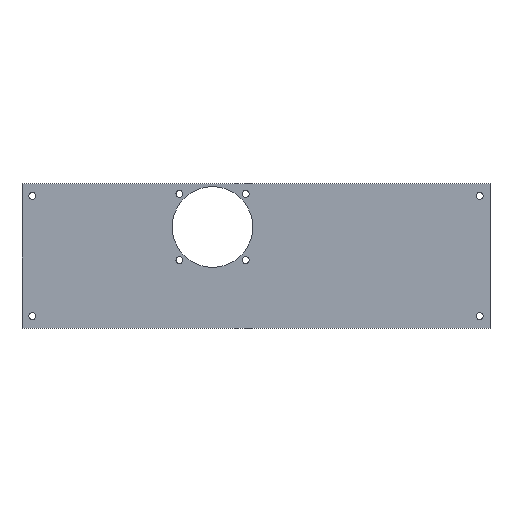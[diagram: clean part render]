
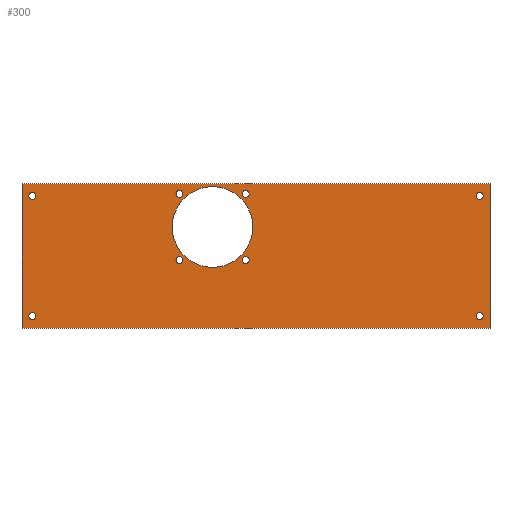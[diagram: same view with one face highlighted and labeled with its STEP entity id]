
A CAD part, top view. The second image highlights one B-rep face of the part: STEP entity #300.
In plain terms, the highlighted planar face has unit normal (0, 0, 1).
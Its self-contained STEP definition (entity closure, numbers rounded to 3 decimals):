
#33=FACE_BOUND('',#86,.T.);
#34=FACE_BOUND('',#87,.T.);
#35=FACE_BOUND('',#88,.T.);
#36=FACE_BOUND('',#89,.T.);
#37=FACE_BOUND('',#90,.T.);
#38=FACE_BOUND('',#91,.T.);
#39=FACE_BOUND('',#92,.T.);
#40=FACE_BOUND('',#93,.T.);
#41=FACE_BOUND('',#94,.T.);
#51=CIRCLE('',#339,1.65);
#52=CIRCLE('',#340,1.65);
#53=CIRCLE('',#341,19.5);
#54=CIRCLE('',#342,1.65);
#55=CIRCLE('',#343,1.65);
#56=CIRCLE('',#344,1.65);
#57=CIRCLE('',#345,1.65);
#58=CIRCLE('',#346,1.65);
#59=CIRCLE('',#347,1.65);
#61=FACE_OUTER_BOUND('',#85,.T.);
#85=EDGE_LOOP('',(#228,#229,#230,#231));
#86=EDGE_LOOP('',(#232));
#87=EDGE_LOOP('',(#233));
#88=EDGE_LOOP('',(#234));
#89=EDGE_LOOP('',(#235));
#90=EDGE_LOOP('',(#236));
#91=EDGE_LOOP('',(#237));
#92=EDGE_LOOP('',(#238));
#93=EDGE_LOOP('',(#239));
#94=EDGE_LOOP('',(#240));
#112=LINE('',#481,#133);
#113=LINE('',#483,#134);
#114=LINE('',#485,#135);
#115=LINE('',#486,#136);
#133=VECTOR('',#389,1000.);
#134=VECTOR('',#390,1000.);
#135=VECTOR('',#391,1000.);
#136=VECTOR('',#392,1000.);
#163=VERTEX_POINT('',#479);
#164=VERTEX_POINT('',#480);
#165=VERTEX_POINT('',#482);
#166=VERTEX_POINT('',#484);
#167=VERTEX_POINT('',#487);
#168=VERTEX_POINT('',#489);
#169=VERTEX_POINT('',#491);
#170=VERTEX_POINT('',#493);
#171=VERTEX_POINT('',#495);
#172=VERTEX_POINT('',#497);
#173=VERTEX_POINT('',#499);
#174=VERTEX_POINT('',#501);
#175=VERTEX_POINT('',#503);
#189=EDGE_CURVE('',#163,#164,#112,.T.);
#190=EDGE_CURVE('',#164,#165,#113,.T.);
#191=EDGE_CURVE('',#166,#165,#114,.T.);
#192=EDGE_CURVE('',#163,#166,#115,.T.);
#193=EDGE_CURVE('',#167,#167,#51,.T.);
#194=EDGE_CURVE('',#168,#168,#52,.T.);
#195=EDGE_CURVE('',#169,#169,#53,.T.);
#196=EDGE_CURVE('',#170,#170,#54,.T.);
#197=EDGE_CURVE('',#171,#171,#55,.T.);
#198=EDGE_CURVE('',#172,#172,#56,.T.);
#199=EDGE_CURVE('',#173,#173,#57,.T.);
#200=EDGE_CURVE('',#174,#174,#58,.T.);
#201=EDGE_CURVE('',#175,#175,#59,.T.);
#228=ORIENTED_EDGE('',*,*,#189,.T.);
#229=ORIENTED_EDGE('',*,*,#190,.T.);
#230=ORIENTED_EDGE('',*,*,#191,.F.);
#231=ORIENTED_EDGE('',*,*,#192,.F.);
#232=ORIENTED_EDGE('',*,*,#193,.F.);
#233=ORIENTED_EDGE('',*,*,#194,.F.);
#234=ORIENTED_EDGE('',*,*,#195,.T.);
#235=ORIENTED_EDGE('',*,*,#196,.T.);
#236=ORIENTED_EDGE('',*,*,#197,.T.);
#237=ORIENTED_EDGE('',*,*,#198,.T.);
#238=ORIENTED_EDGE('',*,*,#199,.T.);
#239=ORIENTED_EDGE('',*,*,#200,.T.);
#240=ORIENTED_EDGE('',*,*,#201,.T.);
#294=PLANE('',#338);
#300=ADVANCED_FACE('',(#61,#33,#34,#35,#36,#37,#38,#39,#40,#41),#294,.F.);
#338=AXIS2_PLACEMENT_3D('',#478,#387,#388);
#339=AXIS2_PLACEMENT_3D('',#488,#393,#394);
#340=AXIS2_PLACEMENT_3D('',#490,#395,#396);
#341=AXIS2_PLACEMENT_3D('',#492,#397,#398);
#342=AXIS2_PLACEMENT_3D('',#494,#399,#400);
#343=AXIS2_PLACEMENT_3D('',#496,#401,#402);
#344=AXIS2_PLACEMENT_3D('',#498,#403,#404);
#345=AXIS2_PLACEMENT_3D('',#500,#405,#406);
#346=AXIS2_PLACEMENT_3D('',#502,#407,#408);
#347=AXIS2_PLACEMENT_3D('',#504,#409,#410);
#387=DIRECTION('center_axis',(0.,0.,
-1.));
#388=DIRECTION('ref_axis',(-1.,0.,0.));
#389=DIRECTION('',(-1.,0.,0.));
#390=DIRECTION('',(0.,-1.,0.));
#391=DIRECTION('',(-1.,0.,0.));
#392=DIRECTION('',(0.,-1.,0.));
#393=DIRECTION('center_axis',(0.,0.,
1.));
#394=DIRECTION('ref_axis',(1.,0.,0.));
#395=DIRECTION('center_axis',(0.,0.,
1.));
#396=DIRECTION('ref_axis',(1.,0.,0.));
#397=DIRECTION('center_axis',(0.,0.,
-1.));
#398=DIRECTION('ref_axis',(-1.,0.,0.));
#399=DIRECTION('center_axis',(0.,0.,
-1.));
#400=DIRECTION('ref_axis',(-1.,0.,0.));
#401=DIRECTION('center_axis',(0.,0.,
-1.));
#402=DIRECTION('ref_axis',(-1.,0.,0.));
#403=DIRECTION('center_axis',(0.,0.,
-1.));
#404=DIRECTION('ref_axis',(-1.,0.,0.));
#405=DIRECTION('center_axis',(0.,0.,
-1.));
#406=DIRECTION('ref_axis',(-1.,0.,0.));
#407=DIRECTION('center_axis',(0.,0.,
-1.));
#408=DIRECTION('ref_axis',(1.,0.,0.));
#409=DIRECTION('center_axis',(0.,0.,
-1.));
#410=DIRECTION('ref_axis',(1.,0.,0.));
#478=CARTESIAN_POINT('Origin',(0.,35.002,4.));
#479=CARTESIAN_POINT('',(113.,35.,4.));
#480=CARTESIAN_POINT('',(-113.,35.,4.));
#481=CARTESIAN_POINT('',(0.,35.,4.));
#482=CARTESIAN_POINT('',(-113.,-35.,4.));
#483=CARTESIAN_POINT('',(-113.,35.002,4.));
#484=CARTESIAN_POINT('',(113.,-35.,4.));
#485=CARTESIAN_POINT('',(0.,-35.,4.));
#486=CARTESIAN_POINT('',(113.,35.002,4.));
#487=CARTESIAN_POINT('',(106.35,29.,4.));
#488=CARTESIAN_POINT('Origin',(108.,29.,4.));
#489=CARTESIAN_POINT('',(106.35,-29.,4.));
#490=CARTESIAN_POINT('Origin',(108.,-29.,4.));
#491=CARTESIAN_POINT('',(-1.5,14.,4.));
#492=CARTESIAN_POINT('Origin',(-21.,14.,4.));
#493=CARTESIAN_POINT('',(-35.35,30.,4.));
#494=CARTESIAN_POINT('Origin',(-37.,30.,4.));
#495=CARTESIAN_POINT('',(-3.35,30.,4.));
#496=CARTESIAN_POINT('Origin',(-5.,30.,4.));
#497=CARTESIAN_POINT('',(-3.35,-2.,4.));
#498=CARTESIAN_POINT('Origin',(-5.,-2.,4.));
#499=CARTESIAN_POINT('',(-35.35,-2.,4.));
#500=CARTESIAN_POINT('Origin',(-37.,-2.,4.));
#501=CARTESIAN_POINT('',(-109.65,29.,4.));
#502=CARTESIAN_POINT('Origin',(-108.,29.,4.));
#503=CARTESIAN_POINT('',(-109.65,-29.,4.));
#504=CARTESIAN_POINT('Origin',(-108.,-29.,4.));
